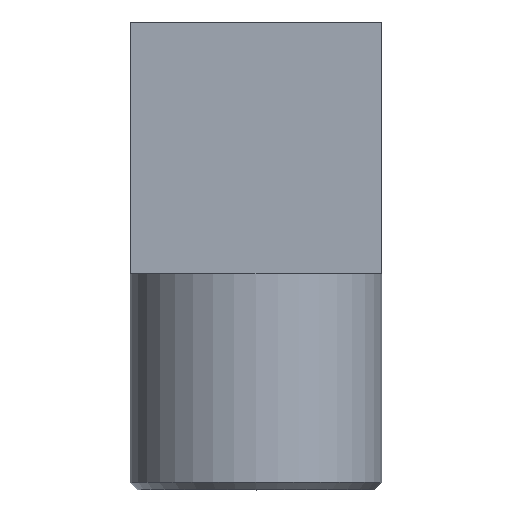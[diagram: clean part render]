
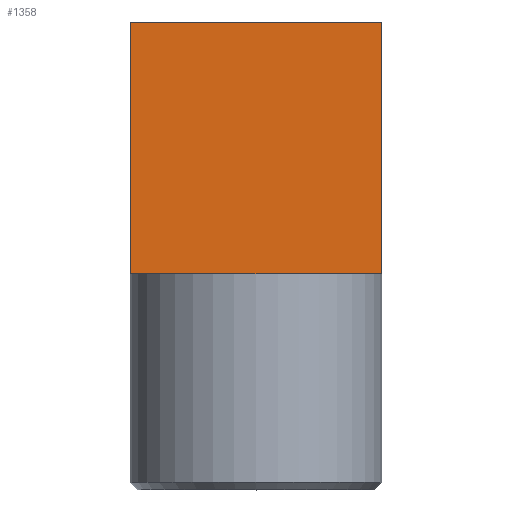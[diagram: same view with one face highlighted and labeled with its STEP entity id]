
A CAD part, top view. The second image highlights one B-rep face of the part: STEP entity #1358.
In plain terms, the highlighted planar face has unit normal (0, 0, 1).
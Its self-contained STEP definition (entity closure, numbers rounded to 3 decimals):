
#163=FACE_OUTER_BOUND('',#276,.T.);
#276=EDGE_LOOP('',(#1125,#1126,#1127,#1128,#1129));
#422=LINE('',#2114,#525);
#430=LINE('',#2153,#533);
#459=LINE('',#2236,#562);
#477=LINE('',#2272,#580);
#478=LINE('',#2273,#581);
#525=VECTOR('',#1680,1000.);
#533=VECTOR('',#1702,1000.);
#562=VECTOR('',#1785,1000.);
#580=VECTOR('',#1823,1000.);
#581=VECTOR('',#1824,1000.);
#653=VERTEX_POINT('',#2111);
#654=VERTEX_POINT('',#2113);
#662=VERTEX_POINT('',#2150);
#663=VERTEX_POINT('',#2152);
#666=VERTEX_POINT('',#2160);
#789=EDGE_CURVE('',#653,#654,#422,.T.);
#804=EDGE_CURVE('',#663,#662,#430,.T.);
#845=EDGE_CURVE('',#662,#654,#459,.T.);
#863=EDGE_CURVE('',#666,#653,#477,.T.);
#864=EDGE_CURVE('',#663,#666,#478,.T.);
#1125=ORIENTED_EDGE('',*,*,#845,.T.);
#1126=ORIENTED_EDGE('',*,*,#789,.F.);
#1127=ORIENTED_EDGE('',*,*,#863,.F.);
#1128=ORIENTED_EDGE('',*,*,#864,.F.);
#1129=ORIENTED_EDGE('',*,*,#804,.T.);
#1279=PLANE('',#1493);
#1358=ADVANCED_FACE('',(#163),#1279,.F.);
#1493=AXIS2_PLACEMENT_3D('',#2271,#1821,#1822);
#1680=DIRECTION('',(0.,1.,0.));
#1702=DIRECTION('',(0.,1.,0.));
#1785=DIRECTION('',(-1.,0.,0.));
#1821=DIRECTION('center_axis',(0.,0.,
-1.));
#1822=DIRECTION('ref_axis',(1.,0.,0.));
#1823=DIRECTION('',(-1.,0.,0.));
#1824=DIRECTION('',(-1.,0.,0.));
#2111=CARTESIAN_POINT('',(-1.75,-1.75,3.8));
#2113=CARTESIAN_POINT('',(-1.75,1.75,3.8));
#2114=CARTESIAN_POINT('',(-1.75,-1.75,3.8));
#2150=CARTESIAN_POINT('',(1.75,1.75,3.8));
#2152=CARTESIAN_POINT('',(1.75,-1.75,3.8));
#2153=CARTESIAN_POINT('',(1.75,-1.75,3.8));
#2160=CARTESIAN_POINT('',(0.,-1.75,3.8));
#2236=CARTESIAN_POINT('',(1.75,1.75,3.8));
#2271=CARTESIAN_POINT('Origin',(1.75,-1.75,3.8));
#2272=CARTESIAN_POINT('',(1.75,-1.75,3.8));
#2273=CARTESIAN_POINT('',(1.75,-1.75,3.8));
